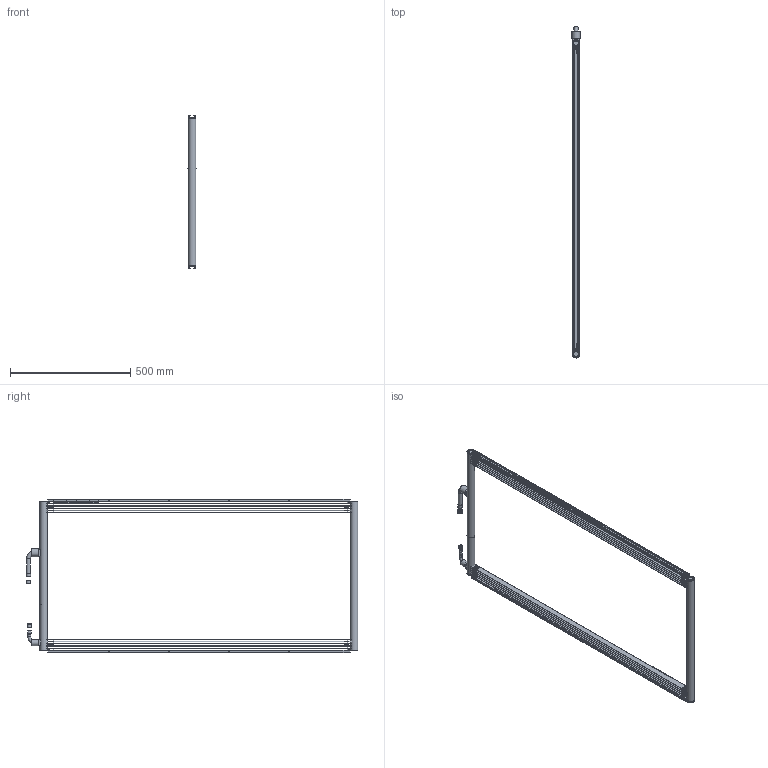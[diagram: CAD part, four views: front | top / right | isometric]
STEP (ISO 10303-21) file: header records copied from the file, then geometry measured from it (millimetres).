
FILE_DESCRIPTION(/* description */ ('Condenser'),/* implementation_level */ '2;1');
FILE_NAME(/* name */ 'X0-DF0091-07.stp',/* time_stamp */ '2024-02-28T13:38:08+08:00',/* author */ ('U262856'),/* organization */ (''),/* preprocessor_version */ 'ST-DEVELOPER v18.1',/* originating_system */ 'Autodesk Inventor 2022',/* authorisation */ '');
FILE_SCHEMA (('AUTOMOTIVE_DESIGN { 1 0 10303 214 3 1 1 }'));
Length unit declared in the file: millimetre
Products named in the file (21): Z0-DF0091; Y0-DF0091; H31-0361; H31-0362; S31b-1288; B31M-0568; D03-DF0091; T03-0004; T04-0150; T06-0175; T06-0174; G53-0004; G43-0009; T05-0023; T05-0022; T02-0012; T02-0005; T09-0008; T09-0120; T09-0146; T09-0064
Assembly tree (42 placements, depth 3):
  Z0-DF0091
    Y0-DF0091
      H31-0361
      H31-0362
      S31b-1288  x10
      B31M-0568  x10
      D03-DF0091  x2
      T03-0004
      T04-0150  x4
      T06-0175
      T06-0174
    G53-0004
    G43-0009
    T05-0023
    T05-0022
    T02-0012
    T02-0005
    T09-0008
    T09-0120
    T09-0146
    T09-0064
Bounding box: 33.38 x 1380.83 x 639.1 mm (x, y, z)
Volume: 947183.7 mm3; surface area: 1398378.3 mm2
Topology: 51 solids, 51 shells, 2019 faces, 5641 edges, 3743 vertices
Faces by surface type: plane 1014, cylinder 948, torus 33, cone 24
Full cylindrical faces by diameter (mm): 3.2 x16, 11 x1, 11.1 x2, 12.7 x2, 12.9 x2, 13 x1, 13.88 x2, 14 x1, 14.5 x1, 14.8 x2, 15.88 x2, 16.1 x2, 16.6 x1, 16.9 x1, 17.1 x1, 17.9 x3, 18.1 x1, 19.7 x1, 21 x4, 21.1 x1, 24 x1, 25.2 x1, 27 x6, 28 x4, 32 x3, 33.4 x1
Entity records: 13252 total; most frequent: DIRECTION 2335, CARTESIAN_POINT 2191, ORIENTED_EDGE 2010, EDGE_CURVE 1005, AXIS2_PLACEMENT_3D 871, VERTEX_POINT 659, LINE 593, VECTOR 593
